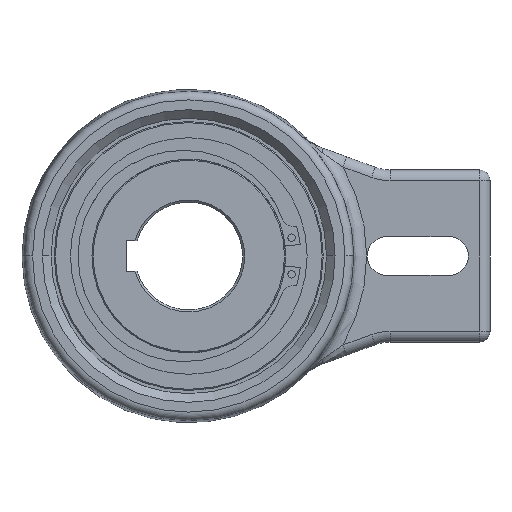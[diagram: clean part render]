
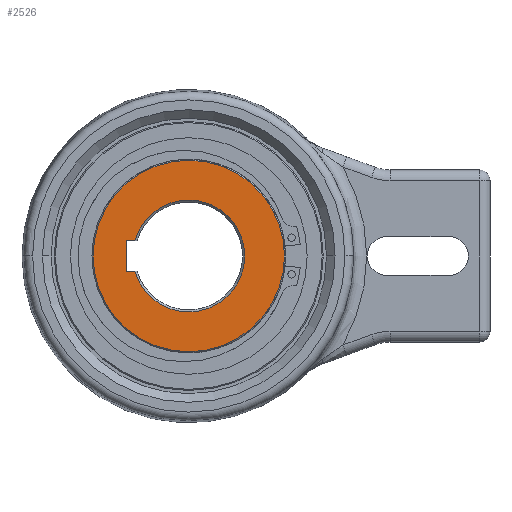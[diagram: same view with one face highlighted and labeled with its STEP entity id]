
A CAD part, left-side view. The second image highlights one B-rep face of the part: STEP entity #2526.
In plain terms, the highlighted planar face has unit normal (-1, 0, 0).
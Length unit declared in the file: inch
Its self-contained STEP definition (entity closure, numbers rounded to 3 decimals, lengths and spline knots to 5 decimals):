
#115=CARTESIAN_POINT('',(-1.06299,0.,0.));
#116=DIRECTION('',(-1.,0.,0.));
#117=DIRECTION('',(0.,-1.,0.));
#118=AXIS2_PLACEMENT_3D('',#115,#116,#117);
#120=CARTESIAN_POINT('',(-1.06299,0.,0.));
#121=DIRECTION('',(-1.,0.,0.));
#122=DIRECTION('',(0.,0.,-1.));
#123=AXIS2_PLACEMENT_3D('',#120,#121,#122);
#125=CARTESIAN_POINT('',(-1.06299,0.,0.));
#126=DIRECTION('',(-1.,0.,0.));
#127=DIRECTION('',(0.,1.,0.));
#128=AXIS2_PLACEMENT_3D('',#125,#126,#127);
#130=CARTESIAN_POINT('',(-1.06299,0.,0.));
#131=DIRECTION('',(-1.,0.,0.));
#132=DIRECTION('',(0.,0.,1.));
#133=AXIS2_PLACEMENT_3D('',#130,#131,#132);
#135=CARTESIAN_POINT('',(-1.06299,0.,0.));
#136=DIRECTION('',(1.,0.,0.));
#137=DIRECTION('',(0.,0.963,0.269));
#138=AXIS2_PLACEMENT_3D('',#135,#136,#137);
#140=DIRECTION('',(0.,-1.,0.));
#141=VECTOR('',#140,0.14173);
#142=CARTESIAN_POINT('',(-1.06299,1.12756,0.27559));
#143=LINE('',#142,#141);
#144=CARTESIAN_POINT('',(-1.06299,1.12756,0.26929));
#145=DIRECTION('',(1.,0.,0.));
#146=DIRECTION('',(0.,1.,0.));
#147=AXIS2_PLACEMENT_3D('',#144,#145,#146);
#149=DIRECTION('',(0.,0.,1.));
#150=VECTOR('',#149,0.53858);
#151=CARTESIAN_POINT('',(-1.06299,1.13386,
-0.26929));
#152=LINE('',#151,#150);
#153=CARTESIAN_POINT('',(-1.06299,1.12756,
-0.26929));
#154=DIRECTION('',(1.,0.,0.));
#155=DIRECTION('',(0.,0.,-1.));
#156=AXIS2_PLACEMENT_3D('',#153,#154,#155);
#158=DIRECTION('',(0.,1.,0.));
#159=VECTOR('',#158,0.14173);
#160=CARTESIAN_POINT('',(-1.06299,0.98583,
-0.27559));
#161=LINE('',#160,#159);
#162=CARTESIAN_POINT('',(-1.06299,0.,0.));
#163=DIRECTION('',(1.,0.,0.));
#164=DIRECTION('',(0.,0.,-1.));
#165=AXIS2_PLACEMENT_3D('',#162,#163,#164);
#167=CARTESIAN_POINT('',(-1.06299,0.,0.));
#168=DIRECTION('',(1.,0.,0.));
#169=DIRECTION('',(0.,0.,1.));
#170=AXIS2_PLACEMENT_3D('',#167,#168,#169);
#2182=CARTESIAN_POINT('',(-1.06299,-1.75197,0.));
#2183=CARTESIAN_POINT('',(-1.06299,0.,1.75197));
#2184=VERTEX_POINT('',#2182);
#2185=VERTEX_POINT('',#2183);
#2186=CARTESIAN_POINT('',(-1.06299,1.75197,
0.));
#2188=VERTEX_POINT('',#2186);
#2190=CARTESIAN_POINT('',(-1.06299,0.98583,
0.27559));
#2191=CARTESIAN_POINT('',(-1.06299,0.,1.02362));
#2192=VERTEX_POINT('',#2190);
#2193=VERTEX_POINT('',#2191);
#2194=CARTESIAN_POINT('',(-1.06299,0.,-1.75197));
#2195=VERTEX_POINT('',#2194);
#2198=CARTESIAN_POINT('',(-1.06299,0.,-1.02362));
#2199=VERTEX_POINT('',#2198);
#2200=CARTESIAN_POINT('',(-1.06299,1.12756,
0.27559));
#2201=VERTEX_POINT('',#2200);
#2202=CARTESIAN_POINT('',(-1.06299,0.98583,
-0.27559));
#2203=VERTEX_POINT('',#2202);
#2204=CARTESIAN_POINT('',(-1.06299,1.13386,
0.26929));
#2205=VERTEX_POINT('',#2204);
#2207=CARTESIAN_POINT('',(-1.06299,1.12756,
-0.27559));
#2208=VERTEX_POINT('',#2207);
#2209=CARTESIAN_POINT('',(-1.06299,1.13386,
-0.26929));
#2210=VERTEX_POINT('',#2209);
#2494=CARTESIAN_POINT('',(-1.06299,0.,0.));
#2495=DIRECTION('',(1.,0.,0.));
#2496=DIRECTION('',(0.,-1.,0.));
#2497=AXIS2_PLACEMENT_3D('',#2494,#2495,#2496);
#2498=PLANE('',#2497);
#2500=ORIENTED_EDGE('',*,*,#2499,.F.);
#2502=ORIENTED_EDGE('',*,*,#2501,.F.);
#2504=ORIENTED_EDGE('',*,*,#2503,.F.);
#2506=ORIENTED_EDGE('',*,*,#2505,.F.);
#2507=EDGE_LOOP('',(#2500,#2502,#2504,#2506));
#2508=FACE_OUTER_BOUND('',#2507,.F.);
#2510=ORIENTED_EDGE('',*,*,#2509,.F.);
#2512=ORIENTED_EDGE('',*,*,#2511,.F.);
#2514=ORIENTED_EDGE('',*,*,#2513,.F.);
#2516=ORIENTED_EDGE('',*,*,#2515,.F.);
#2518=ORIENTED_EDGE('',*,*,#2517,.F.);
#2519=ORIENTED_EDGE('',*,*,#2479,.F.);
#2521=ORIENTED_EDGE('',*,*,#2520,.F.);
#2523=ORIENTED_EDGE('',*,*,#2522,.F.);
#2524=EDGE_LOOP('',(#2510,#2512,#2514,#2516,#2518,#2519,#2521,#2523));
#2525=FACE_BOUND('',#2524,.F.);
#119=CIRCLE('',#118,1.75197);
#124=CIRCLE('',#123,1.75197);
#129=CIRCLE('',#128,1.75197);
#134=CIRCLE('',#133,1.75197);
#139=CIRCLE('',#138,1.02362);
#148=CIRCLE('',#147,0.0063);
#157=CIRCLE('',#156,0.0063);
#166=CIRCLE('',#165,1.02362);
#171=CIRCLE('',#170,1.02362);
#2479=EDGE_CURVE('',#2203,#2208,#161,.T.);
#2499=EDGE_CURVE('',#2184,#2185,#119,.T.);
#2501=EDGE_CURVE('',#2195,#2184,#124,.T.);
#2503=EDGE_CURVE('',#2188,#2195,#129,.T.);
#2505=EDGE_CURVE('',#2185,#2188,#134,.T.);
#2509=EDGE_CURVE('',#2192,#2193,#139,.T.);
#2511=EDGE_CURVE('',#2201,#2192,#143,.T.);
#2513=EDGE_CURVE('',#2205,#2201,#148,.T.);
#2515=EDGE_CURVE('',#2210,#2205,#152,.T.);
#2517=EDGE_CURVE('',#2208,#2210,#157,.T.);
#2520=EDGE_CURVE('',#2199,#2203,#166,.T.);
#2522=EDGE_CURVE('',#2193,#2199,#171,.T.);
#2526=ADVANCED_FACE('',(#2508,#2525),#2498,.F.);
